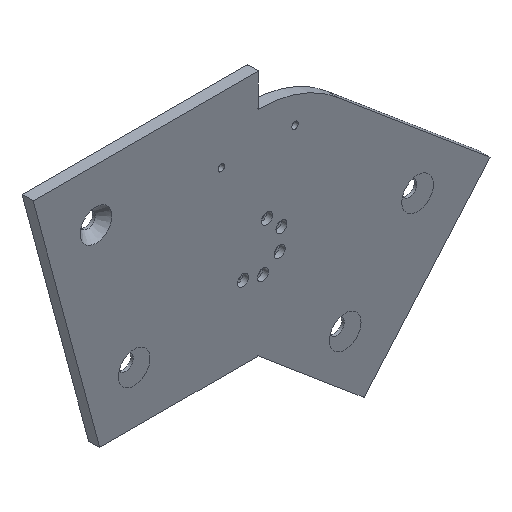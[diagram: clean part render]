
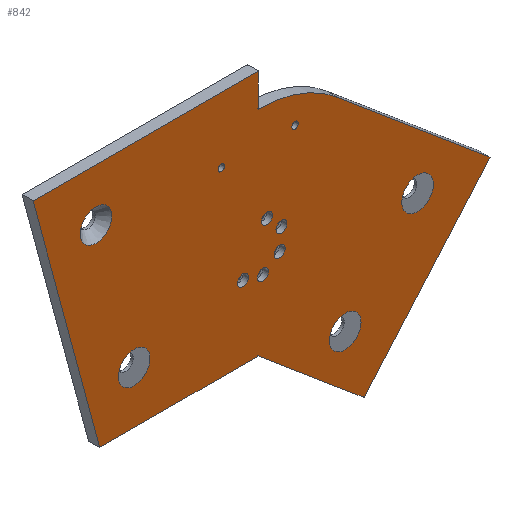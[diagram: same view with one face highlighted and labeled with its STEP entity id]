
A CAD part, isometric view. The second image highlights one B-rep face of the part: STEP entity #842.
In plain terms, the highlighted planar face has unit normal (0, -1, 0).
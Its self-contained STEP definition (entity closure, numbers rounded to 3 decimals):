
#44=FACE_BOUND('',#124,.T.);
#45=FACE_BOUND('',#125,.T.);
#46=FACE_BOUND('',#126,.T.);
#47=FACE_BOUND('',#127,.T.);
#48=FACE_BOUND('',#128,.T.);
#49=FACE_BOUND('',#129,.T.);
#50=FACE_BOUND('',#130,.T.);
#51=FACE_BOUND('',#131,.T.);
#52=FACE_BOUND('',#132,.T.);
#53=FACE_BOUND('',#133,.T.);
#54=FACE_BOUND('',#134,.T.);
#73=FACE_OUTER_BOUND('',#123,.T.);
#123=EDGE_LOOP('',(#583,#584,#585,#586,#587,#588,#589,#590));
#124=EDGE_LOOP('',(#591));
#125=EDGE_LOOP('',(#592));
#126=EDGE_LOOP('',(#593));
#127=EDGE_LOOP('',(#594));
#128=EDGE_LOOP('',(#595));
#129=EDGE_LOOP('',(#596));
#130=EDGE_LOOP('',(#597));
#131=EDGE_LOOP('',(#598));
#132=EDGE_LOOP('',(#599));
#133=EDGE_LOOP('',(#600));
#134=EDGE_LOOP('',(#601));
#202=CIRCLE('',#907,66.);
#203=CIRCLE('',#908,8.6);
#204=CIRCLE('',#909,8.6);
#205=CIRCLE('',#910,3.);
#206=CIRCLE('',#911,3.);
#207=CIRCLE('',#912,3.);
#208=CIRCLE('',#913,3.);
#209=CIRCLE('',#914,3.);
#210=CIRCLE('',#915,1.75);
#211=CIRCLE('',#916,1.75);
#212=CIRCLE('',#917,8.6);
#213=CIRCLE('',#918,8.6);
#256=LINE('',#1289,#321);
#257=LINE('',#1291,#322);
#258=LINE('',#1293,#323);
#259=LINE('',#1297,#324);
#260=LINE('',#1299,#325);
#261=LINE('',#1301,#326);
#262=LINE('',#1302,#327);
#321=VECTOR('',#1014,10.);
#322=VECTOR('',#1015,10.);
#323=VECTOR('',#1016,10.);
#324=VECTOR('',#1019,10.);
#325=VECTOR('',#1020,10.);
#326=VECTOR('',#1021,10.);
#327=VECTOR('',#1022,10.);
#386=VERTEX_POINT('',#1287);
#387=VERTEX_POINT('',#1288);
#388=VERTEX_POINT('',#1290);
#389=VERTEX_POINT('',#1292);
#390=VERTEX_POINT('',#1294);
#391=VERTEX_POINT('',#1296);
#392=VERTEX_POINT('',#1298);
#393=VERTEX_POINT('',#1300);
#394=VERTEX_POINT('',#1303);
#395=VERTEX_POINT('',#1305);
#396=VERTEX_POINT('',#1307);
#397=VERTEX_POINT('',#1309);
#398=VERTEX_POINT('',#1311);
#399=VERTEX_POINT('',#1313);
#400=VERTEX_POINT('',#1315);
#401=VERTEX_POINT('',#1317);
#402=VERTEX_POINT('',#1319);
#403=VERTEX_POINT('',#1321);
#404=VERTEX_POINT('',#1323);
#464=EDGE_CURVE('',#386,#387,#256,.T.);
#465=EDGE_CURVE('',#388,#387,#257,.T.);
#466=EDGE_CURVE('',#388,#389,#258,.T.);
#467=EDGE_CURVE('',#389,#390,#202,.T.);
#468=EDGE_CURVE('',#390,#391,#259,.T.);
#469=EDGE_CURVE('',#391,#392,#260,.T.);
#470=EDGE_CURVE('',#392,#393,#261,.T.);
#471=EDGE_CURVE('',#393,#386,#262,.T.);
#472=EDGE_CURVE('',#394,#394,#203,.T.);
#473=EDGE_CURVE('',#395,#395,#204,.T.);
#474=EDGE_CURVE('',#396,#396,#205,.T.);
#475=EDGE_CURVE('',#397,#397,#206,.T.);
#476=EDGE_CURVE('',#398,#398,#207,.T.);
#477=EDGE_CURVE('',#399,#399,#208,.T.);
#478=EDGE_CURVE('',#400,#400,#209,.T.);
#479=EDGE_CURVE('',#401,#401,#210,.T.);
#480=EDGE_CURVE('',#402,#402,#211,.T.);
#481=EDGE_CURVE('',#403,#403,#212,.T.);
#482=EDGE_CURVE('',#404,#404,#213,.T.);
#583=ORIENTED_EDGE('',*,*,#464,.T.);
#584=ORIENTED_EDGE('',*,*,#465,.F.);
#585=ORIENTED_EDGE('',*,*,#466,.T.);
#586=ORIENTED_EDGE('',*,*,#467,.T.);
#587=ORIENTED_EDGE('',*,*,#468,.T.);
#588=ORIENTED_EDGE('',*,*,#469,.T.);
#589=ORIENTED_EDGE('',*,*,#470,.T.);
#590=ORIENTED_EDGE('',*,*,#471,.T.);
#591=ORIENTED_EDGE('',*,*,#472,.F.);
#592=ORIENTED_EDGE('',*,*,#473,.F.);
#593=ORIENTED_EDGE('',*,*,#474,.F.);
#594=ORIENTED_EDGE('',*,*,#475,.F.);
#595=ORIENTED_EDGE('',*,*,#476,.F.);
#596=ORIENTED_EDGE('',*,*,#477,.F.);
#597=ORIENTED_EDGE('',*,*,#478,.F.);
#598=ORIENTED_EDGE('',*,*,#479,.T.);
#599=ORIENTED_EDGE('',*,*,#480,.T.);
#600=ORIENTED_EDGE('',*,*,#481,.F.);
#601=ORIENTED_EDGE('',*,*,#482,.F.);
#821=PLANE('',#906);
#842=ADVANCED_FACE('',(#73,#44,#45,#46,#47,#48,#49,#50,#51,#52,#53,#54),
#821,.T.);
#906=AXIS2_PLACEMENT_3D('',#1286,#1012,#1013);
#907=AXIS2_PLACEMENT_3D('',#1295,#1017,#1018);
#908=AXIS2_PLACEMENT_3D('',#1304,#1023,#1024);
#909=AXIS2_PLACEMENT_3D('',#1306,#1025,#1026);
#910=AXIS2_PLACEMENT_3D('',#1308,#1027,#1028);
#911=AXIS2_PLACEMENT_3D('',#1310,#1029,#1030);
#912=AXIS2_PLACEMENT_3D('',#1312,#1031,#1032);
#913=AXIS2_PLACEMENT_3D('',#1314,#1033,#1034);
#914=AXIS2_PLACEMENT_3D('',#1316,#1035,#1036);
#915=AXIS2_PLACEMENT_3D('',#1318,#1037,#1038);
#916=AXIS2_PLACEMENT_3D('',#1320,#1039,#1040);
#917=AXIS2_PLACEMENT_3D('',#1322,#1041,#1042);
#918=AXIS2_PLACEMENT_3D('',#1324,#1043,#1044);
#1012=DIRECTION('center_axis',(0.,-1.,0.));
#1013=DIRECTION('ref_axis',(0.5,0.,0.866));
#1014=DIRECTION('',(0.766,0.,-0.643));
#1015=DIRECTION('',(-0.655,0.,-0.755));
#1016=DIRECTION('',(-0.766,0.,0.643));
#1017=DIRECTION('center_axis',(0.,-1.,0.));
#1018=DIRECTION('ref_axis',(0.653,0.,0.758));
#1019=DIRECTION('',(0.,0.,1.));
#1020=DIRECTION('',(-1.,0.,0.));
#1021=DIRECTION('',(0.261,0.,-0.965));
#1022=DIRECTION('',(1.,0.,0.));
#1023=DIRECTION('center_axis',(0.,-1.,0.));
#1024=DIRECTION('ref_axis',(-1.,0.,0.));
#1025=DIRECTION('center_axis',(0.,-1.,0.));
#1026=DIRECTION('ref_axis',(-1.,0.,0.));
#1027=DIRECTION('center_axis',(0.,-1.,0.));
#1028=DIRECTION('ref_axis',(-0.5,0.,-0.866));
#1029=DIRECTION('center_axis',(0.,-1.,0.));
#1030=DIRECTION('ref_axis',(0.338,0.,-0.941));
#1031=DIRECTION('center_axis',(0.,-1.,0.));
#1032=DIRECTION('ref_axis',(0.937,0.,-0.35));
#1033=DIRECTION('center_axis',(0.,-1.,0.));
#1034=DIRECTION('ref_axis',(0.872,0.,0.489));
#1035=DIRECTION('center_axis',(0.,-1.,0.));
#1036=DIRECTION('ref_axis',(0.191,0.,0.982));
#1037=DIRECTION('center_axis',(0.,1.,0.));
#1038=DIRECTION('ref_axis',(-1.,0.,0.));
#1039=DIRECTION('center_axis',(0.,1.,0.));
#1040=DIRECTION('ref_axis',(-1.,0.,0.));
#1041=DIRECTION('center_axis',(0.,-1.,0.));
#1042=DIRECTION('ref_axis',(-1.,0.,0.));
#1043=DIRECTION('center_axis',(0.,-1.,0.));
#1044=DIRECTION('ref_axis',(-1.,0.,0.));
#1286=CARTESIAN_POINT('Origin',(873.864,125.,474.412));
#1287=CARTESIAN_POINT('',(870.,125.,428.5));
#1288=CARTESIAN_POINT('',(927.454,125.,380.29));
#1289=CARTESIAN_POINT('',(870.,125.,428.5));
#1290=CARTESIAN_POINT('',(995.815,125.,459.078));
#1291=CARTESIAN_POINT('',(927.346,125.,380.165));
#1292=CARTESIAN_POINT('',(913.081,125.,528.5));
#1293=CARTESIAN_POINT('',(913.081,125.,528.5));
#1294=CARTESIAN_POINT('',(870.,125.,544.5));
#1295=CARTESIAN_POINT('Origin',(870.,125.,478.5));
#1296=CARTESIAN_POINT('',(870.,125.,562.5));
#1297=CARTESIAN_POINT('',(870.,125.,544.5));
#1298=CARTESIAN_POINT('',(747.82,125.,562.5));
#1299=CARTESIAN_POINT('',(870.,125.,562.5));
#1300=CARTESIAN_POINT('',(784.,125.,428.5));
#1301=CARTESIAN_POINT('',(747.82,125.,562.5));
#1302=CARTESIAN_POINT('',(794.,125.,428.5));
#1303=CARTESIAN_POINT('',(925.819,125.,416.423));
#1304=CARTESIAN_POINT('Origin',(917.219,125.,416.423));
#1305=CARTESIAN_POINT('',(811.284,125.,456.786));
#1306=CARTESIAN_POINT('Origin',(802.684,125.,456.786));
#1307=CARTESIAN_POINT('',(863.239,125.,470.795));
#1308=CARTESIAN_POINT('Origin',(861.739,125.,468.197));
#1309=CARTESIAN_POINT('',(871.511,125.,468.206));
#1310=CARTESIAN_POINT('Origin',(872.524,125.,465.382));
#1311=CARTESIAN_POINT('',(878.831,125.,472.846));
#1312=CARTESIAN_POINT('Origin',(881.641,125.,471.796));
#1313=CARTESIAN_POINT('',(880.02,125.,481.432));
#1314=CARTESIAN_POINT('Origin',(882.637,125.,482.898));
#1315=CARTESIAN_POINT('',(874.234,125.,487.887));
#1316=CARTESIAN_POINT('Origin',(874.807,125.,490.832));
#1317=CARTESIAN_POINT('',(851.757,125.,526.926));
#1318=CARTESIAN_POINT('Origin',(850.007,125.,526.926));
#1319=CARTESIAN_POINT('',(891.766,125.,526.924));
#1320=CARTESIAN_POINT('Origin',(890.016,125.,526.924));
#1321=CARTESIAN_POINT('',(790.592,125.,534.063));
#1322=CARTESIAN_POINT('Origin',(781.992,125.,534.063));
#1323=CARTESIAN_POINT('',(965.14,125.,461.742));
#1324=CARTESIAN_POINT('Origin',(956.54,125.,461.742));
